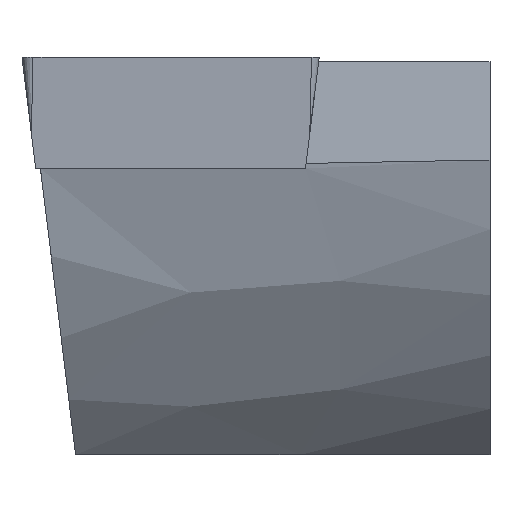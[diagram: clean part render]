
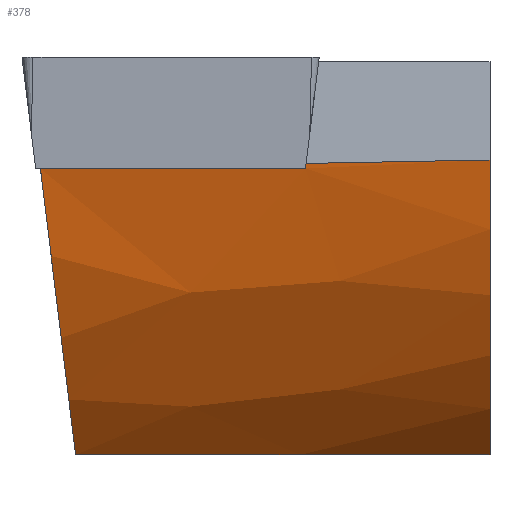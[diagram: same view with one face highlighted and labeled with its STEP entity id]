
A CAD part, front view. The second image highlights one B-rep face of the part: STEP entity #378.
In plain terms, the highlighted conical face has half-angle 10 degrees and reference radius 24.25 mm.
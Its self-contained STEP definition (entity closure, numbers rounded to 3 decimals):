
#89=B_SPLINE_CURVE_WITH_KNOTS('',3,(#1121,#1122,#1123,#1124),
 .UNSPECIFIED.,.F.,.F.,(4,4),(0.,1.),.UNSPECIFIED.);
#90=B_SPLINE_CURVE_WITH_KNOTS('',3,(#1133,#1134,#1135,#1136),
 .UNSPECIFIED.,.F.,.F.,(4,4),(0.,1.),.UNSPECIFIED.);
#93=B_SPLINE_CURVE_WITH_KNOTS('',3,(#1208,#1209,#1210,#1211,#1212,#1213,
#1214),.UNSPECIFIED.,.F.,.F.,(4,3,4),(0.,0.147,1.),
 .UNSPECIFIED.);
#95=ELLIPSE('',#880,24.408,24.22);
#96=ELLIPSE('',#883,22.186,22.016);
#378=ADVANCED_FACE('',(#410),#384,.T.);
#384=CONICAL_SURFACE('',#886,24.25,10.);
#410=FACE_OUTER_BOUND('',#444,.T.);
#444=EDGE_LOOP('',(#599,#600,#601,#602,#603,#604));
#454=CIRCLE('',#868,20.723);
#599=ORIENTED_EDGE('',*,*,#696,.T.);
#600=ORIENTED_EDGE('',*,*,#732,.F.);
#601=ORIENTED_EDGE('',*,*,#733,.F.);
#602=ORIENTED_EDGE('',*,*,#726,.T.);
#603=ORIENTED_EDGE('',*,*,#700,.T.);
#604=ORIENTED_EDGE('',*,*,#714,.F.);
#635=VERTEX_POINT('',#1125);
#636=VERTEX_POINT('',#1126);
#639=VERTEX_POINT('',#1137);
#640=VERTEX_POINT('',#1138);
#655=VERTEX_POINT('',#1195);
#658=VERTEX_POINT('',#1205);
#696=EDGE_CURVE('',#635,#636,#89,.T.);
#700=EDGE_CURVE('',#639,#640,#90,.T.);
#714=EDGE_CURVE('',#635,#640,#454,.T.);
#726=EDGE_CURVE('',#655,#639,#95,.T.);
#732=EDGE_CURVE('',#658,#636,#96,.T.);
#733=EDGE_CURVE('',#655,#658,#93,.T.);
#868=AXIS2_PLACEMENT_3D('',#1165,#982,#983);
#880=AXIS2_PLACEMENT_3D('',#1194,#1013,#1014);
#883=AXIS2_PLACEMENT_3D('',#1206,#1024,#1025);
#886=AXIS2_PLACEMENT_3D('',#1216,#1030,#1031);
#982=DIRECTION('',(1.,0.,0.));
#983=DIRECTION('',(0.,0.,-1.));
#1013=DIRECTION('',(0.993,0.,0.122));
#1014=DIRECTION('',(-0.122,0.,0.993));
#1024=DIRECTION('',(-0.993,0.,0.122));
#1025=DIRECTION('',(-0.122,0.,-0.993));
#1030=DIRECTION('',(-1.,0.,0.));
#1031=DIRECTION('',(0.,0.,-1.));
#1121=CARTESIAN_POINT('',(20.,4.243,-4.397));
#1122=CARTESIAN_POINT('',(17.381,3.781,-4.446));
#1123=CARTESIAN_POINT('',(14.761,3.319,-4.495));
#1124=CARTESIAN_POINT('',(12.142,2.858,-4.543));
#1125=CARTESIAN_POINT('',(20.,4.243,-4.397));
#1126=CARTESIAN_POINT('',(12.142,2.858,-4.543));
#1133=CARTESIAN_POINT('',(2.289,7.772,-17.));
#1134=CARTESIAN_POINT('',(8.226,9.265,-17.));
#1135=CARTESIAN_POINT('',(14.143,10.837,-17.));
#1136=CARTESIAN_POINT('',(20.,12.643,-17.));
#1137=CARTESIAN_POINT('',(2.289,7.772,-17.));
#1138=CARTESIAN_POINT('',(20.,12.643,-17.));
#1165=CARTESIAN_POINT('',(20.,24.495,0.));
#1194=CARTESIAN_POINT('',(0.137,24.495,0.524));
#1195=CARTESIAN_POINT('',(0.786,0.858,-4.76));
#1205=CARTESIAN_POINT('',(12.116,2.899,-4.76));
#1206=CARTESIAN_POINT('',(12.641,24.495,-0.477));
#1208=CARTESIAN_POINT('',(0.786,0.858,-4.76));
#1209=CARTESIAN_POINT('',(1.341,0.958,-4.76));
#1210=CARTESIAN_POINT('',(1.897,1.058,-4.76));
#1211=CARTESIAN_POINT('',(2.452,1.158,-4.76));
#1212=CARTESIAN_POINT('',(5.673,1.737,-4.76));
#1213=CARTESIAN_POINT('',(8.895,2.318,-4.76));
#1214=CARTESIAN_POINT('',(12.116,2.899,-4.76));
#1216=CARTESIAN_POINT('',(0.,24.495,0.));
